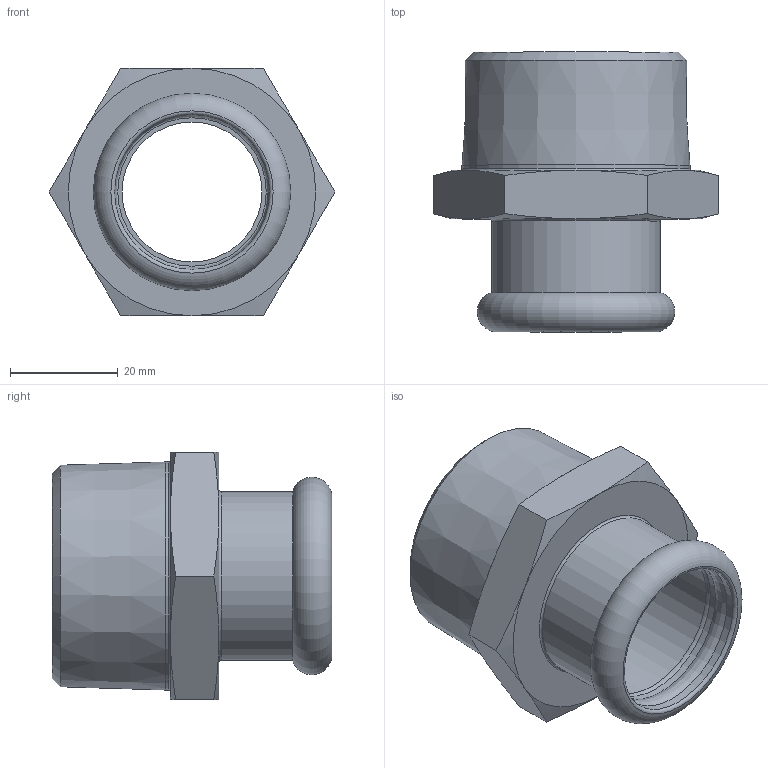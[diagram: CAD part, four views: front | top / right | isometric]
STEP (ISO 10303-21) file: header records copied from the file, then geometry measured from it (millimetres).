
FILE_DESCRIPTION(/* description */ (''),/* implementation_level */ '2;1');
FILE_NAME(/* name */ '387114028_Steelpres.stp',/* time_stamp */ '2022-10-21T16:32:35+02:00',/* author */ ('Vault'),/* organization */ ('Raccorderie metalliche s.p.a. '),/* preprocessor_version */ 'ST-DEVELOPER v18.1',/* originating_system */ 'Autodesk Inventor 2020',/* authorisation */ 'Raccorderie metalliche s.p.a. ');
FILE_SCHEMA (('AUTOMOTIVE_DESIGN { 1 0 10303 214 3 1 1 }'));
Length unit declared in the file: millimetre
Products named in the file (1): 387114028_Steelpres
Bounding box: 53.12 x 52 x 46 mm (x, y, z)
Volume: 27056.9 mm3; surface area: 13720.3 mm2
Topology: 1 solids, 1 shells, 40 faces, 99 edges, 63 vertices
Faces by surface type: cone 16, plane 10, torus 7, cylinder 7
Full cylindrical faces by diameter (mm): 26 x1, 28.4 x1, 28.8 x2, 31.4 x1, 32 x1, 42.4 x1
Entity records: 1230 total; most frequent: CARTESIAN_POINT 251, DIRECTION 215, ORIENTED_EDGE 198, EDGE_CURVE 99, AXIS2_PLACEMENT_3D 99, VERTEX_POINT 63, CIRCLE 58, EDGE_LOOP 44
